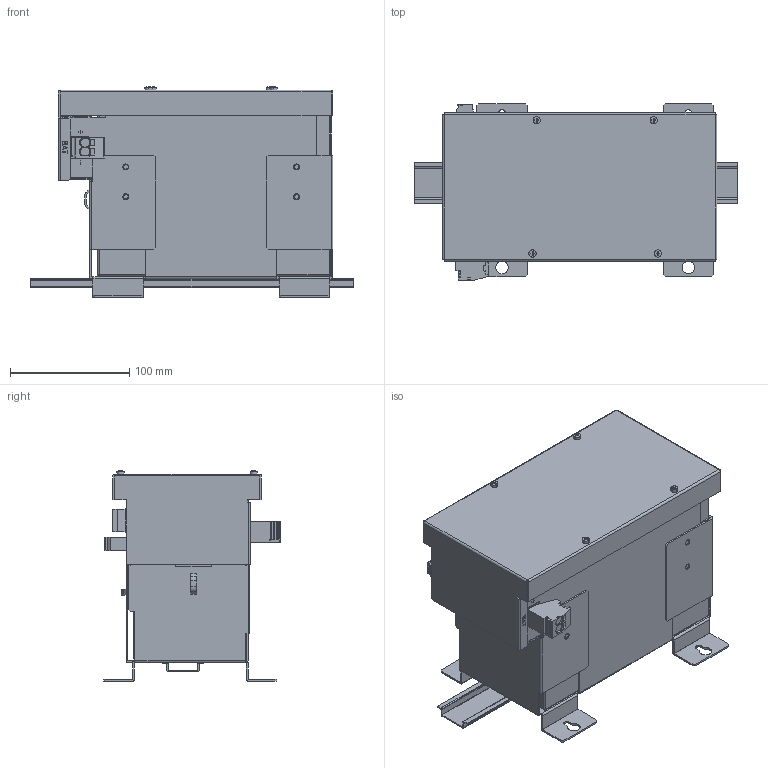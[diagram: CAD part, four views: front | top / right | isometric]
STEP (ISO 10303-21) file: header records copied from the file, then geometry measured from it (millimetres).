
FILE_DESCRIPTION (( 'STEP AP214' ), '1' );
FILE_NAME ('1054334.STEP', '2025-06-27T08:42:30', ( '' ), ( '' ), 'SwSTEP 2.0', 'SolidWorks 2022', '' );
FILE_SCHEMA (( 'AUTOMOTIVE_DESIGN' ));
Length unit declared in the file: millimetre
Products named in the file (1): 1054334
Bounding box: 270 x 148.2 x 176.25 mm (x, y, z)
Volume: 3027563.5 mm3; surface area: 524141.9 mm2
Topology: 21 solids, 21 shells, 1594 faces, 4351 edges, 2846 vertices
Faces by surface type: plane 1186, cylinder 340, bspline 47, cone 21
Entity records: 69049 total; most frequent: CARTESIAN_POINT 10623, ORIENTED_EDGE 8702, DIRECTION 7997, EDGE_CURVE 4351, LINE 3525, VECTOR 3525, VERTEX_POINT 2846, AXIS2_PLACEMENT_3D 2236
